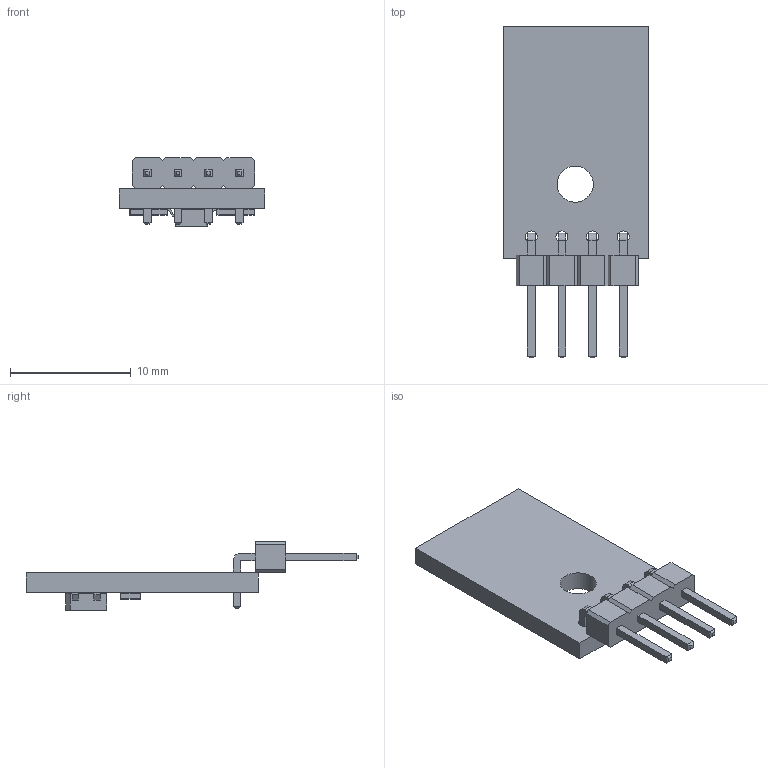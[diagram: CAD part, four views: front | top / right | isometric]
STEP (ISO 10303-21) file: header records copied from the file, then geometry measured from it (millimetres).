
FILE_DESCRIPTION(('KiCad electronic assembly'),'2;1');
FILE_NAME('QTR1.step','2023-09-23T17:16:43',('Pcbnew'),('Kicad'), 'Open CASCADE STEP processor 7.7','KiCad to STEP converter','Unknown' );
FILE_SCHEMA(('AUTOMOTIVE_DESIGN { 1 0 10303 214 1 1 1 1 }'));
Length unit declared in the file: millimetre
Products named in the file (8): QTR1 1; PinHeader_1x04_P2.54mm_Horizontal; SOLID; R_1206_3216Metric; OnSemi_CASE100CY; QTR1 PCB
Assembly tree (8 placements, depth 3):
  QTR1 1
    PinHeader_1x04_P2.54mm_Horizontal
      SOLID
    R_1206_3216Metric  x2
      SOLID
    OnSemi_CASE100CY
      SOLID
    QTR1 PCB
Bounding box: 12.07 x 27.54 x 5.69 mm (x, y, z)
Volume: 456.9 mm3; surface area: 887.6 mm2
Topology: 5 solids, 5 shells, 238 faces, 593 edges, 379 vertices
Faces by surface type: plane 213, cylinder 25
Full cylindrical faces by diameter (mm): 1 x4, 3 x1
Entity records: 14596 total; most frequent: CARTESIAN_POINT 2239, DIRECTION 2033, LINE 1507, VECTOR 1507, ORIENTED_EDGE 1050, PCURVE 1050, DEFINITIONAL_REPRESENTATION 1050, EDGE_CURVE 525
